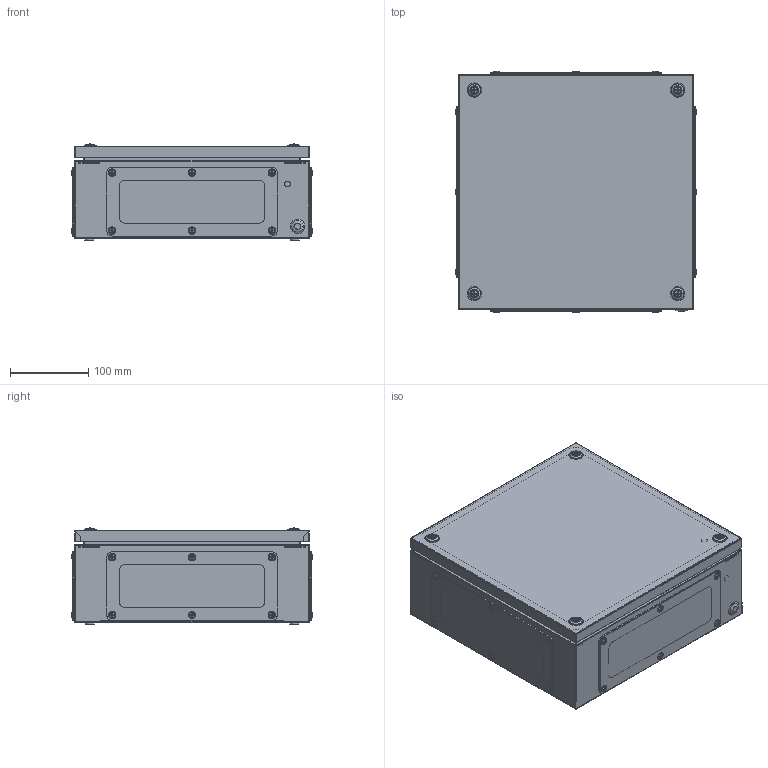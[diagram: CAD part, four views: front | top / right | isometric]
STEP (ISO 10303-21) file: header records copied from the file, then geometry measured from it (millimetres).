
FILE_DESCRIPTION (( 'STEP AP203' ), '1' );
FILE_NAME ('300x300x120 R5CDE33120F.step', '2012-05-12T14:03:03', ( 'User' ), ( 'DKC' ), 'SwSTEP 2.0', 'SolidWorks 2011', '' );
FILE_SCHEMA (( 'CONFIG_CONTROL_DESIGN' ));
Products named in the file (22): 300x300x120 R5CDE33120F; Tapping screw 4.2x9.5_Screw DIN 968-ST4.2x9.5-R-H-S; Mounting plates_300x300; AC00C323_Default; Screw M5 CDE AC00C324; Cover CDE 1mm_300x300; sealant for cover CDE_300x300; Frame CDE with flanges K0 1mm_300x300x120; Traversino CD01C553_Default; end-cap_AC00C061; land; Çåðêàëüíî îòðàçèòüÇåðêàëüíî îòðàçèòüSquadretta fissaggio_Default; Çåðêàëüíî îòðàçèòüSquadretta fissaggio1_Default; Çåðêàëüíî îòðàçèòüSquadretta fissaggio_Default; Squadretta fissaggio_CD01C555; Tapping screw 4.8x9.5 AC00C352_AC00C352; flange CDE_CD01C055; Guarnizione CDE AC00C326_Default; End-cup AC00C317_Default; AC00C316_AC00C316; Frame CDE with flanges 1mm_300x300x120
Assembly tree (65 placements, depth 3):
  300x300x120 R5CDE33120F
    Screw M5 CDE AC00C324  x4
    Frame CDE with flanges K0 1mm_300x300x120
      Guarnizione CDE AC00C326_Default  x4
      End-cup AC00C317_Default  x4
      flange CDE_CD01C055  x4
      Tapping screw 4.8x9.5 AC00C352_AC00C352  x24
      end-cap_AC00C061
      Frame CDE with flanges 1mm_300x300x120
      Traversino CD01C553_Default  x2
      Squadretta fissaggio_CD01C555
      Çåðêàëüíî îòðàçèòüSquadretta fissaggio_Default
      Çåðêàëüíî îòðàçèòüSquadretta fissaggio1_Default
      Çåðêàëüíî îòðàçèòüÇåðêàëüíî îòðàçèòüSquadretta fissaggio_Default
      land
      AC00C316_AC00C316
    AC00C323_Default  x4
    Cover CDE 1mm_300x300
      land
      Cover CDE 1mm_300x300
      end-cap_AC00C061
      sealant for cover CDE_300x300
    Tapping screw 4.2x9.5_Screw DIN 968-ST4.2x9.5-R-H-S  x4
    Mounting plates_300x300
Bounding box: 308.25 x 308.25 x 122.68 mm (x, y, z)
Volume: 761174.2 mm3; surface area: 1099564.6 mm2
Topology: 65 solids, 65 shells, 3929 faces, 9779 edges, 6050 vertices
Faces by surface type: plane 1338, cylinder 1067, cone 728, bspline 614, torus 108, sphere 74
Entity records: 118092 total; most frequent: CARTESIAN_POINT 83124, ORIENTED_EDGE 7164, DIRECTION 5756, EDGE_CURVE 3582, VERTEX_POINT 2234, AXIS2_PLACEMENT_3D 2113, EDGE_LOOP 1574, LINE 1530
